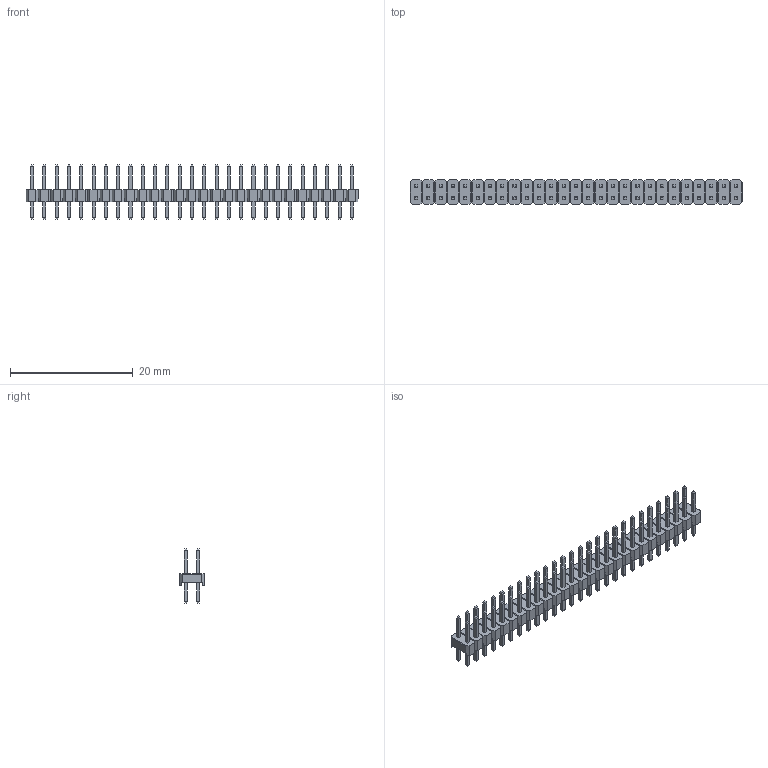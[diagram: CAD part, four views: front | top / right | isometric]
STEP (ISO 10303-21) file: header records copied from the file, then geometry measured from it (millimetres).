
FILE_DESCRIPTION(('STEP AP214'), '1');
FILE_NAME('PLD2', '', ('UNSPECIFIED'), ('UNSPECIFIED'), 'ASCON STEP Converter 1.6', 'ASCON Math Kernel', '');
FILE_SCHEMA(('AUTOMOTIVE_DESIGN { 1 0 10303 214 3 1 1}'));
Length unit declared in the file: millimetre
Bounding box: 54 x 4 x 8.8 mm (x, y, z)
Volume: 420.9 mm3; surface area: 1492 mm2
Topology: 1 solids, 1 shells, 1356 faces, 3228 edges, 2008 vertices
Faces by surface type: plane 1356
Entity records: 48624 total; most frequent: CARTESIAN_POINT 6593, ORIENTED_EDGE 6456, DIRECTION 5942, EDGE_CURVE 3228, LINE 3228, VECTOR 3228, VERTEX_POINT 2008, FACE_BOUND 1490
